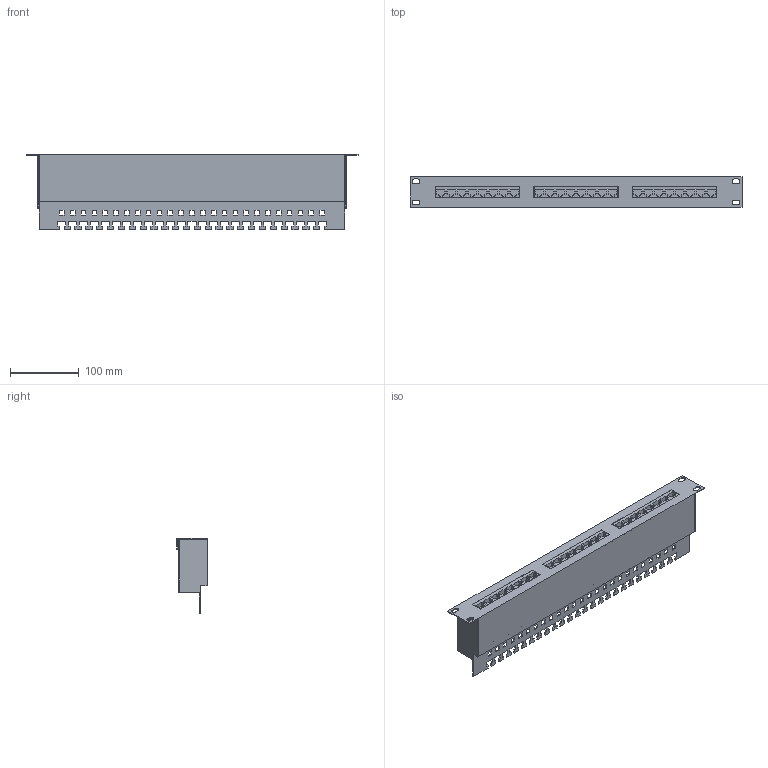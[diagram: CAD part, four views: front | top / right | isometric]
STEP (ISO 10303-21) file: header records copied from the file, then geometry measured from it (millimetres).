
FILE_DESCRIPTION (( 'STEP AP203' ), '1' );
FILE_NAME ('PP24-1UC5ES-D05 ITK 1U ïàò÷-ïàíåëü êàò.5Å STP, 24 ïîðòà (Dual), ñ êàáåëüíûì îðãàíàéçåðîì.STEP', '2016-11-11T07:28:13', ( '' ), ( '' ), 'SwSTEP 2.0', 'SolidWorks 2014', '' );
FILE_SCHEMA (( 'CONFIG_CONTROL_DESIGN' ));
Length unit declared in the file: millimetre
Products named in the file (2): PP24-1UC5ES-D05 ITK 1U ïàò÷-ïàíåëü êàò.5Å STP, 24 ïîðòà (Dual), ñ êàáåëüíûì îðãàíàéçåðîì
Bounding box: 482 x 44 x 109 mm (x, y, z)
Volume: 361556.7 mm3; surface area: 352449.5 mm2
Topology: 2 solids, 2 shells, 1441 faces, 4174 edges, 2782 vertices
Faces by surface type: plane 1357, cylinder 84
Entity records: 46993 total; most frequent: CARTESIAN_POINT 8399, ORIENTED_EDGE 8348, DIRECTION 7228, EDGE_CURVE 4174, LINE 4006, VECTOR 4006, VERTEX_POINT 2782, EDGE_LOOP 1616
